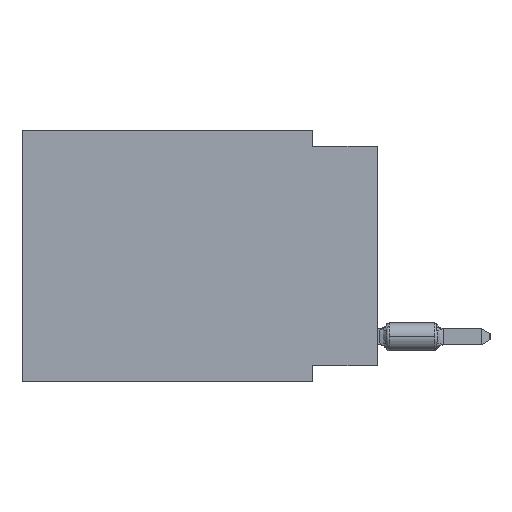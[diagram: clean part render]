
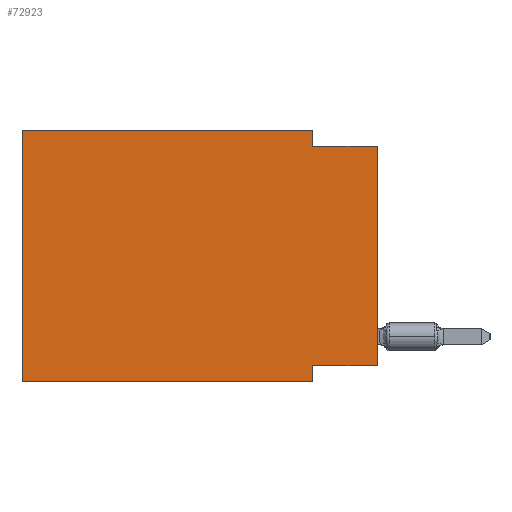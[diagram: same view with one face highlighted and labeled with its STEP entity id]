
A CAD part, left-side view. The second image highlights one B-rep face of the part: STEP entity #72923.
In plain terms, the highlighted planar face has unit normal (-1, 0, 0).
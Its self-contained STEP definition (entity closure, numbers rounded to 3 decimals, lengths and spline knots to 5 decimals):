
#915 = CARTESIAN_POINT ( 'NONE',  ( 0., 0.1, -0.365 ) ) ;
#1962 = VERTEX_POINT ( 'NONE', #7526 ) ;
#2749 = ORIENTED_EDGE ( 'NONE', *, *, #69230, .F. ) ;
#3789 = EDGE_CURVE ( 'NONE', #1962, #59514, #7062, .T. ) ;
#5680 = PLANE ( 'NONE',  #47552 ) ;
#6678 = CARTESIAN_POINT ( 'NONE',  ( 0., 0.1, -0.39 ) ) ;
#6942 = DIRECTION ( 'NONE',  ( 0., -1., 0. ) ) ;
#7062 = LINE ( 'NONE', #60724, #15911 ) ;
#7526 = CARTESIAN_POINT ( 'NONE',  ( 0., 0.55, -0.39 ) ) ;
#8819 = CARTESIAN_POINT ( 'NONE',  ( 0., 0., 0. ) ) ;
#9154 = EDGE_CURVE ( 'NONE', #20628, #13068, #68338, .T. ) ;
#10295 = LINE ( 'NONE', #33658, #19998 ) ;
#10490 = EDGE_CURVE ( 'NONE', #13068, #41078, #61436, .T. ) ;
#11569 = CARTESIAN_POINT ( 'NONE',  ( 0., 0.1, -0.025 ) ) ;
#11810 = FACE_OUTER_BOUND ( 'NONE', #20161, .T. ) ;
#11944 = DIRECTION ( 'NONE',  ( 0., 0., -1. ) ) ;
#13068 = VERTEX_POINT ( 'NONE', #11569 ) ;
#14611 = VERTEX_POINT ( 'NONE', #54313 ) ;
#15811 = CARTESIAN_POINT ( 'NONE',  ( 0., 0.1, 0. ) ) ;
#15911 = VECTOR ( 'NONE', #42676, 39.37008 ) ;
#18095 = VECTOR ( 'NONE', #50676, 39.37008 ) ;
#18531 = LINE ( 'NONE', #6678, #66555 ) ;
#18867 = VERTEX_POINT ( 'NONE', #915 ) ;
#18918 = DIRECTION ( 'NONE',  ( 0., 0., -1. ) ) ;
#19385 = LINE ( 'NONE', #55430, #43353 ) ;
#19726 = ORIENTED_EDGE ( 'NONE', *, *, #69911, .F. ) ;
#19998 = VECTOR ( 'NONE', #45553, 39.37008 ) ;
#20161 = EDGE_LOOP ( 'NONE', ( #42899, #31594, #36871, #2749, #20958, #23438, #19726, #53663 ) ) ;
#20513 = DIRECTION ( 'NONE',  ( 0., 0., 1. ) ) ;
#20628 = VERTEX_POINT ( 'NONE', #58722 ) ;
#20958 = ORIENTED_EDGE ( 'NONE', *, *, #71350, .F. ) ;
#21022 = VECTOR ( 'NONE', #26420, 39.37008 ) ;
#23438 = ORIENTED_EDGE ( 'NONE', *, *, #3789, .T. ) ;
#23667 = DIRECTION ( 'NONE',  ( 1., 0., 0. ) ) ;
#26420 = DIRECTION ( 'NONE',  ( 0., 0., 1. ) ) ;
#26435 = VECTOR ( 'NONE', #11944, 39.37008 ) ;
#31594 = ORIENTED_EDGE ( 'NONE', *, *, #10490, .F. ) ;
#31817 = LINE ( 'NONE', #8819, #21022 ) ;
#33658 = CARTESIAN_POINT ( 'NONE',  ( 0., 0., -0.365 ) ) ;
#34406 = VERTEX_POINT ( 'NONE', #69036 ) ;
#36105 = EDGE_CURVE ( 'NONE', #14611, #18867, #10295, .T. ) ;
#36871 = ORIENTED_EDGE ( 'NONE', *, *, #9154, .F. ) ;
#38219 = VECTOR ( 'NONE', #6942, 39.37008 ) ;
#38602 = EDGE_CURVE ( 'NONE', #14611, #41078, #31817, .T. ) ;
#41078 = VERTEX_POINT ( 'NONE', #52877 ) ;
#42676 = DIRECTION ( 'NONE',  ( 0., -1., 0. ) ) ;
#42899 = ORIENTED_EDGE ( 'NONE', *, *, #38602, .T. ) ;
#43353 = VECTOR ( 'NONE', #20513, 39.37008 ) ;
#45553 = DIRECTION ( 'NONE',  ( 0., 1., 0. ) ) ;
#47552 = AXIS2_PLACEMENT_3D ( 'NONE', #57447, #23667, #58583 ) ;
#50676 = DIRECTION ( 'NONE',  ( 0., -1., 0. ) ) ;
#52877 = CARTESIAN_POINT ( 'NONE',  ( 0., 0., -0.025 ) ) ;
#52949 = CARTESIAN_POINT ( 'NONE',  ( 0., 0.55, 0. ) ) ;
#53318 = CARTESIAN_POINT ( 'NONE',  ( 0., 0.1, -0.39 ) ) ;
#53663 = ORIENTED_EDGE ( 'NONE', *, *, #36105, .F. ) ;
#54313 = CARTESIAN_POINT ( 'NONE',  ( 0., 0., -0.365 ) ) ;
#55430 = CARTESIAN_POINT ( 'NONE',  ( 0., 0.55, 0. ) ) ;
#56051 = CARTESIAN_POINT ( 'NONE',  ( 0., 0., -0.025 ) ) ;
#57447 = CARTESIAN_POINT ( 'NONE',  ( 0., 0.55, 0. ) ) ;
#58583 = DIRECTION ( 'NONE',  ( 0., 0., -1. ) ) ;
#58722 = CARTESIAN_POINT ( 'NONE',  ( 0., 0.1, 0. ) ) ;
#59514 = VERTEX_POINT ( 'NONE', #53318 ) ;
#60724 = CARTESIAN_POINT ( 'NONE',  ( 0., 0.55, -0.39 ) ) ;
#61436 = LINE ( 'NONE', #56051, #18095 ) ;
#66555 = VECTOR ( 'NONE', #18918, 39.37008 ) ;
#68338 = LINE ( 'NONE', #15811, #26435 ) ;
#69036 = CARTESIAN_POINT ( 'NONE',  ( 0., 0.55, 0. ) ) ;
#69230 = EDGE_CURVE ( 'NONE', #34406, #20628, #71736, .T. ) ;
#69911 = EDGE_CURVE ( 'NONE', #18867, #59514, #18531, .T. ) ;
#71350 = EDGE_CURVE ( 'NONE', #1962, #34406, #19385, .T. ) ;
#71736 = LINE ( 'NONE', #52949, #38219 ) ;
#72923 = ADVANCED_FACE ( 'NONE', ( #11810 ), #5680, .F. ) ;
